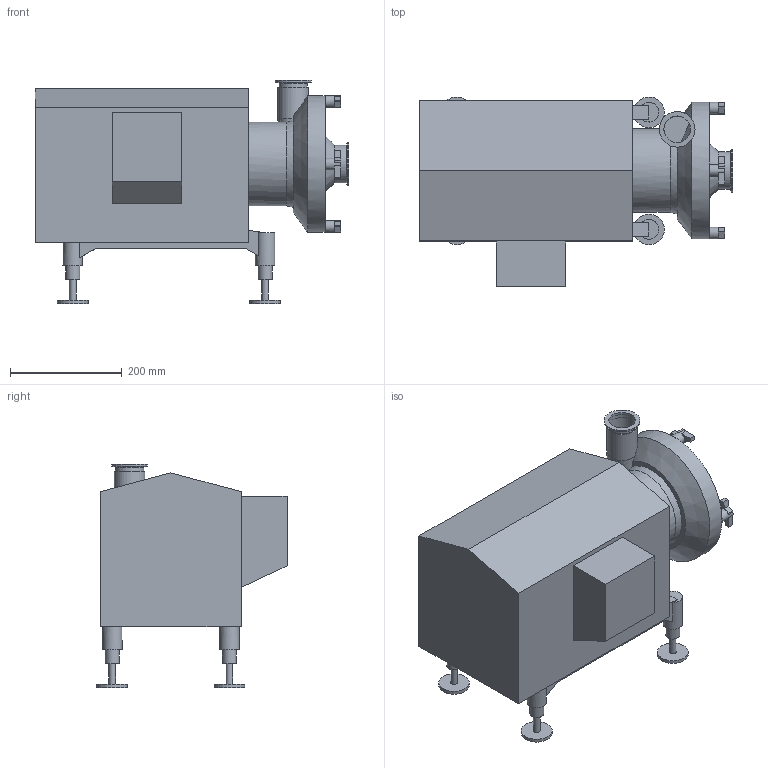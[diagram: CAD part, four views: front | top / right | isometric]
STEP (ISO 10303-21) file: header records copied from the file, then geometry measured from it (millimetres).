
FILE_DESCRIPTION(/* description */ (''),/* implementation_level */ '2;1');
FILE_NAME(/* name */ 'EZN_037_25X20_CXC.stp',/* time_stamp */ '2021-08-20T15:05:42+09:00',/* author */ ('m'),/* organization */ (''),/* preprocessor_version */ 'ST-DEVELOPER v18.1',/* originating_system */ 'Autodesk Inventor 2021',/* authorisation */ '');
FILE_SCHEMA (('AUTOMOTIVE_DESIGN { 1 0 10303 214 3 1 1 }'));
Length unit declared in the file: millimetre
Products named in the file (1): EZN2_037_25X20-CXC2_脚付
Bounding box: 563 x 341 x 400 mm (x, y, z)
Volume: 30325546.7 mm3; surface area: 851760.9 mm2
Topology: 1 solids, 5 shells, 168 faces, 408 edges, 264 vertices
Faces by surface type: plane 121, cylinder 33, cone 11, bspline 2, torus 1
Full cylindrical faces by diameter (mm): 10.917 x4, 12 x4, 21 x4, 25 x4, 35 x4, 47.8 x1, 50.8 x1, 54.8 x1, 55 x4, 63.5 x1, 64 x1, 67.5 x1, 77.5 x1, 150 x1, 245 x1
Entity records: 5073 total; most frequent: CARTESIAN_POINT 990, DIRECTION 848, ORIENTED_EDGE 808, EDGE_CURVE 404, AXIS2_PLACEMENT_3D 291, LINE 266, VECTOR 266, VERTEX_POINT 264
